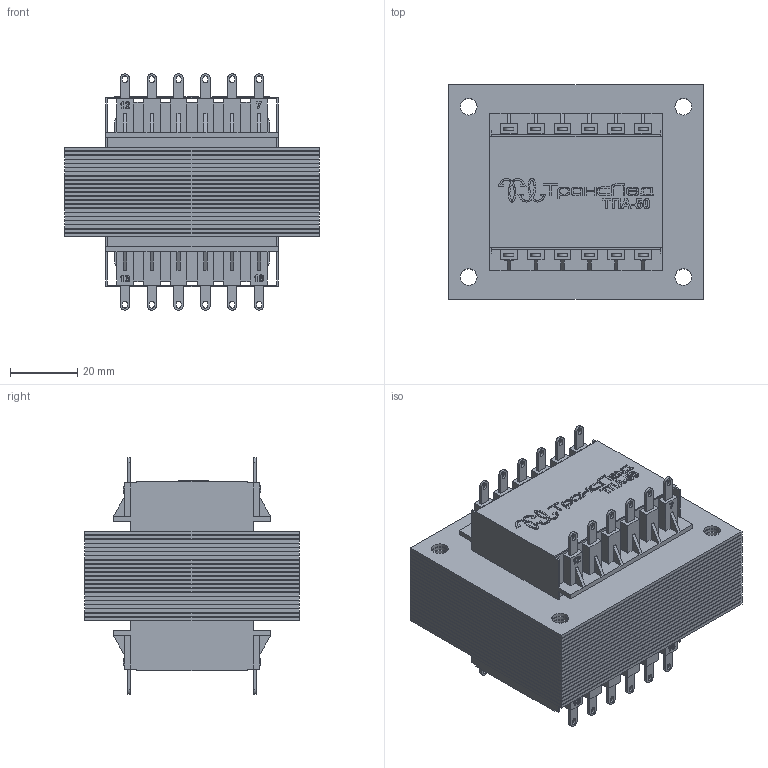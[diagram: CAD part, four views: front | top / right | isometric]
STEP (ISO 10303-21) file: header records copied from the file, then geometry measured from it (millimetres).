
FILE_DESCRIPTION(/* description */ (''),/* implementation_level */ '2;1');
FILE_NAME(/* name */ 'TPA-50.step',/* time_stamp */ '2022-10-30T20:00:50+03:00',/* author */ (''),/* organization */ (''),/* preprocessor_version */ 'ST-DEVELOPER v19.2',/* originating_system */ 'Autodesk Translation Framework v11.17.0.187',/* authorisation */ '');
FILE_SCHEMA (('AUTOMOTIVE_DESIGN { 1 0 10303 214 3 1 1 }'));
Length unit declared in the file: millimetre
Products named in the file (1): TPA-50
Bounding box: 76 x 64 x 70.5 mm (x, y, z)
Volume: 152027.7 mm3; surface area: 195526.6 mm2
Topology: 78 solids, 78 shells, 1607 faces, 4243 edges, 2802 vertices
Faces by surface type: plane 1088, bspline 353, cylinder 166
Full cylindrical faces by diameter (mm): 5 x88
Entity records: 51831 total; most frequent: CARTESIAN_POINT 13966, ORIENTED_EDGE 8486, DIRECTION 6399, EDGE_CURVE 4243, LINE 3205, VECTOR 3205, VERTEX_POINT 2802, EDGE_LOOP 1921
